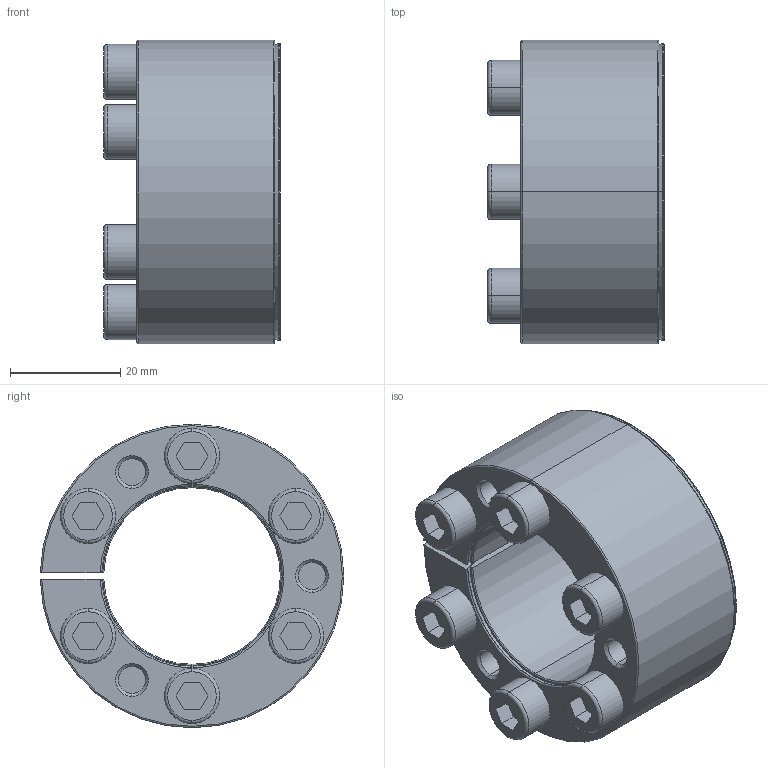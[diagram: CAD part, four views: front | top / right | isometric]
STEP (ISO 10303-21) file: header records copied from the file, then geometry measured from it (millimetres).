
FILE_DESCRIPTION(('HOOPS Exchange Step'),'2;1');
FILE_NAME('export-1559D5C3-8B57-4992-9393-349C69039F1C.stp','2023-08-11T14:40:10+02:00',('Engineering'),('Alibre'),'HOOPS Exchange 2021.0','Alibre','Unknown authorisation');
FILE_SCHEMA( ('AP242_MANAGED_MODEL_BASED_3D_ENGINEERING_MIM_LF {1 0 10303 442 1 1 4 }') );
Length unit declared in the file: millimetre
Products named in the file (4): 1617-3 Locking Assembly BK61  d x D x 32x55  Lt=32mm Screw DIN 912-M6-24(4.773)_black; 1617-1 Locking Assembly BK61  d x D x 32x55  Lt=32mm BASE threaded; 1617-2 Locking Assembly BK61  d x D x 32x55  Lt=32mm COVER NON threaded; 1617 Locking Assembly BK61  d x D x 32x55  Lt=32mm
Assembly tree (8 placements, depth 2):
  1617 Locking Assembly BK61  d x D x 32x55  Lt=32mm
    1617-3 Locking Assembly BK61  d x D x 32x55  Lt=32mm Screw DIN 912-M6-24(4.773)_black  x6
    1617-1 Locking Assembly BK61  d x D x 32x55  Lt=32mm BASE threaded
    1617-2 Locking Assembly BK61  d x D x 32x55  Lt=32mm COVER NON threaded
Bounding box: 32 x 54.99 x 55 mm (x, y, z)
Volume: 33948.6 mm3; surface area: 25070.7 mm2
Topology: 8 solids, 8 shells, 274 faces, 618 edges, 372 vertices
Faces by surface type: cone 72, plane 70, torus 66, cylinder 66
Entity records: 4765 total; most frequent: DIRECTION 892, CARTESIAN_POINT 844, ORIENTED_EDGE 736, AXIS2_PLACEMENT_3D 382, EDGE_CURVE 368, VERTEX_POINT 222, CIRCLE 212, EDGE_LOOP 186
